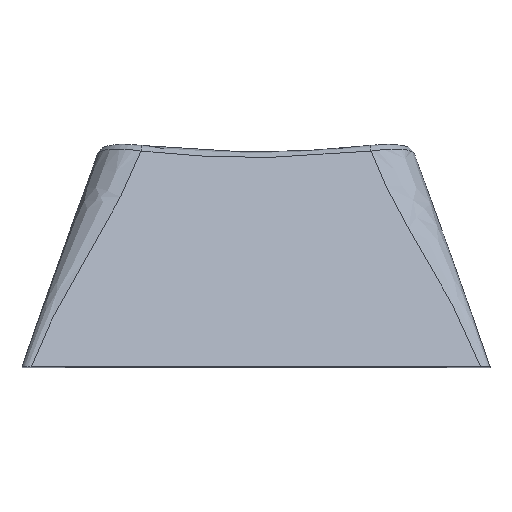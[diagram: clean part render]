
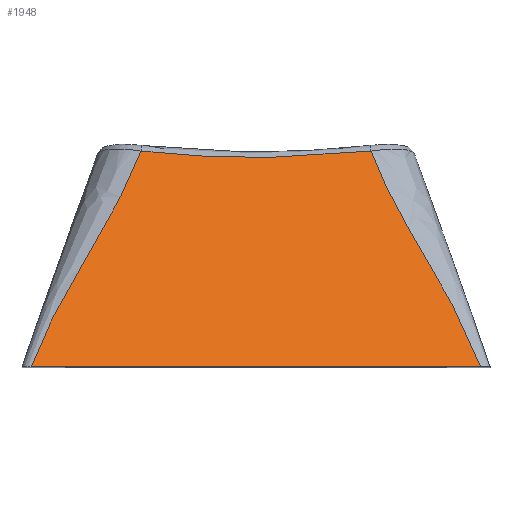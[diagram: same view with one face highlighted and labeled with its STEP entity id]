
A CAD part, top view. The second image highlights one B-rep face of the part: STEP entity #1948.
In plain terms, the highlighted planar face has unit normal (0, 0.438, 0.899).
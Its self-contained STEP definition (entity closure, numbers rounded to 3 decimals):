
#1771=VERTEX_POINT('',#1772);
#1772=CARTESIAN_POINT('',(17.637,0.0,0.0));
#1784=EDGE_CURVE('',#1771,#1785,#1787,.F.);
#1785=VERTEX_POINT('',#1786);
#1786=CARTESIAN_POINT('',(0.363,0.0,0.0));
#1787=LINE('',#1788,#1789);
#1788=CARTESIAN_POINT('',(0.0,0.0,0.0));
#1789=VECTOR('',#1790,1.0);
#1790=DIRECTION('',(1.0,0.0,0.0));
#1948=ADVANCED_FACE('',(#1949),#2011,.T.);
#1949=FACE_BOUND('',#1950,.T.);
#1950=EDGE_LOOP('',(#1951,#1977,#1986,#2010));
#1951=ORIENTED_EDGE('',*,*,#1952,.T.);
#1952=EDGE_CURVE('',#1771,#1953,#1955,.T.);
#1953=VERTEX_POINT('',#1954);
#1954=CARTESIAN_POINT('',(13.429,8.306,-4.043));
#1955=B_SPLINE_CURVE_WITH_KNOTS('',2,(#1956,#1957,#1958,#1959,#1960,#1961,#1962,#1963,#1964,#1965,#1966,#1967,#1968,#1969,#1970,#1971,#1972,#1973,#1974,#1975,#1976),.UNSPECIFIED.,.F.,.U.,(3,2,2,2,2,2,2,2,2,2,3),(0.0,0.125,0.25,0.375,0.5,0.625,0.75,0.875,0.938,0.969,1.0),.UNSPECIFIED.);
#1956=CARTESIAN_POINT('',(17.637,0.,0.));
#1957=CARTESIAN_POINT('',(17.452,0.527,-0.256));
#1958=CARTESIAN_POINT('',(17.194,1.098,-0.535));
#1959=CARTESIAN_POINT('',(16.966,1.606,-0.782));
#1960=CARTESIAN_POINT('',(16.668,2.174,-1.058));
#1961=CARTESIAN_POINT('',(16.42,2.648,-1.289));
#1962=CARTESIAN_POINT('',(16.086,3.234,-1.574));
#1963=CARTESIAN_POINT('',(15.885,3.586,-1.745));
#1964=CARTESIAN_POINT('',(15.475,4.286,-2.086));
#1965=CARTESIAN_POINT('',(15.063,4.989,-2.428));
#1966=CARTESIAN_POINT('',(14.864,5.338,-2.598));
#1967=CARTESIAN_POINT('',(14.53,5.924,-2.883));
#1968=CARTESIAN_POINT('',(14.283,6.398,-3.114));
#1969=CARTESIAN_POINT('',(13.986,6.969,-3.392));
#1970=CARTESIAN_POINT('',(13.763,7.475,-3.638));
#1971=CARTESIAN_POINT('',(13.64,7.754,-3.774));
#1972=CARTESIAN_POINT('',(13.535,8.023,-3.905));
#1973=CARTESIAN_POINT('',(13.482,8.159,-3.971));
#1974=CARTESIAN_POINT('',(13.431,8.299,-4.039));
#1975=CARTESIAN_POINT('',(13.425,8.315,-4.047));
#1976=CARTESIAN_POINT('',(13.332,8.577,-4.174));
#1977=ORIENTED_EDGE('',*,*,#1978,.T.);
#1978=EDGE_CURVE('',#1953,#1979,#1981,.T.);
#1979=VERTEX_POINT('',#1980);
#1980=CARTESIAN_POINT('',(4.571,8.306,-4.043));
#1981=ELLIPSE('',#1982,37.841,36.65);
#1982=AXIS2_PLACEMENT_3D('',#1983,#1984,#1985);
#1983=CARTESIAN_POINT('',(9.0,42.082,-20.481));
#1984=DIRECTION('',(0.0,-0.438,-0.899));
#1985=DIRECTION('',(0.0,-0.899,0.438));
#1986=ORIENTED_EDGE('',*,*,#1987,.T.);
#1987=EDGE_CURVE('',#1979,#1785,#1988,.T.);
#1988=B_SPLINE_CURVE_WITH_KNOTS('',2,(#1989,#1990,#1991,#1992,#1993,#1994,#1995,#1996,#1997,#1998,#1999,#2000,#2001,#2002,#2003,#2004,#2005,#2006,#2007,#2008,#2009),.UNSPECIFIED.,.F.,.U.,(3,2,2,2,2,2,2,2,2,2,3),(0.0,0.031,0.063,0.125,0.25,0.375,0.5,0.625,0.75,0.875,1.0),.UNSPECIFIED.);
#1989=CARTESIAN_POINT('',(4.668,8.577,-4.174));
#1990=CARTESIAN_POINT('',(4.575,8.316,-4.047));
#1991=CARTESIAN_POINT('',(4.569,8.299,-4.039));
#1992=CARTESIAN_POINT('',(4.518,8.16,-3.971));
#1993=CARTESIAN_POINT('',(4.465,8.023,-3.905));
#1994=CARTESIAN_POINT('',(4.361,7.755,-3.774));
#1995=CARTESIAN_POINT('',(4.237,7.475,-3.638));
#1996=CARTESIAN_POINT('',(4.014,6.97,-3.392));
#1997=CARTESIAN_POINT('',(3.717,6.398,-3.114));
#1998=CARTESIAN_POINT('',(3.47,5.925,-2.883));
#1999=CARTESIAN_POINT('',(3.136,5.338,-2.598));
#2000=CARTESIAN_POINT('',(2.937,4.989,-2.428));
#2001=CARTESIAN_POINT('',(2.525,4.286,-2.086));
#2002=CARTESIAN_POINT('',(2.116,3.587,-1.746));
#2003=CARTESIAN_POINT('',(1.914,3.234,-1.574));
#2004=CARTESIAN_POINT('',(1.581,2.648,-1.289));
#2005=CARTESIAN_POINT('',(1.332,2.174,-1.058));
#2006=CARTESIAN_POINT('',(1.035,1.607,-0.782));
#2007=CARTESIAN_POINT('',(0.806,1.098,-0.535));
#2008=CARTESIAN_POINT('',(0.549,0.527,-0.257));
#2009=CARTESIAN_POINT('',(0.363,0.,0.));
#2010=ORIENTED_EDGE('',*,*,#1784,.F.);
#2011=PLANE('',#2012);
#2012=AXIS2_PLACEMENT_3D('',#2013,#2014,#2015);
#2013=CARTESIAN_POINT('',(0.0,0.0,0.0));
#2014=DIRECTION('',(0.0,0.438,0.899));
#2015=DIRECTION('',(0.0,-0.899,0.438));
